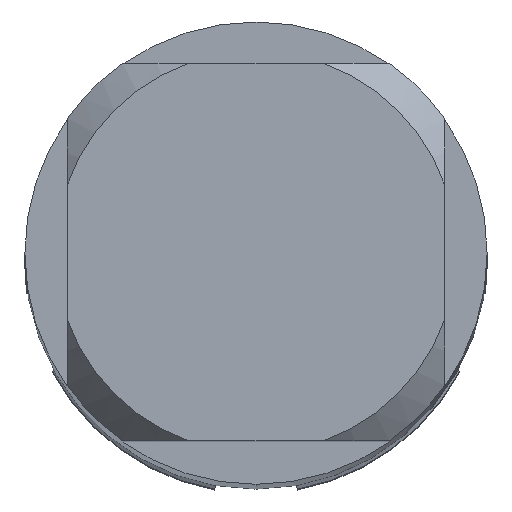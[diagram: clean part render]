
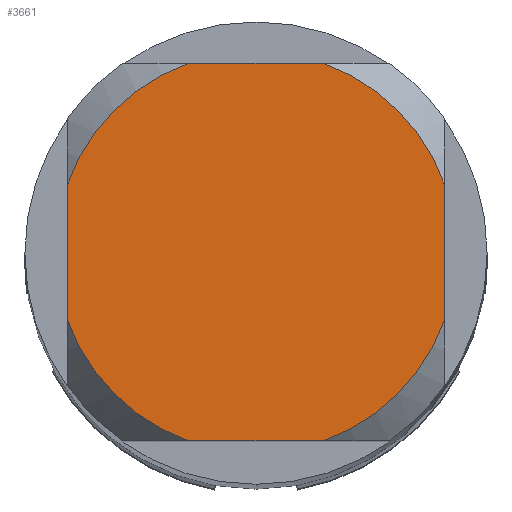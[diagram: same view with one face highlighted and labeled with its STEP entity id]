
A CAD part, top view. The second image highlights one B-rep face of the part: STEP entity #3661.
In plain terms, the highlighted planar face has unit normal (0, 0, 1).
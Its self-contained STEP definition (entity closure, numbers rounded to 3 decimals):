
#2909=EDGE_CURVE('',#7419,#6969,#8429,.T.);
#2925=VERTEX_POINT('',#8446);
#3161=EDGE_CURVE('',#7419,#7759,#8709,.T.);
#3597=EDGE_CURVE('',#2925,#6647,#9183,.T.);
#3661=ADVANCED_FACE('',(#9253),#9254,.T.);
#3795=EDGE_CURVE('',#4155,#4587,#9403,.T.);
#4155=VERTEX_POINT('',#9793);
#4587=VERTEX_POINT('',#10263);
#5553=EDGE_CURVE('',#4155,#7759,#11292,.T.);
#6647=VERTEX_POINT('',#12489);
#6969=VERTEX_POINT('',#12846);
#7363=EDGE_CURVE('',#2925,#4587,#13272,.T.);
#7415=EDGE_CURVE('',#7955,#6969,#13329,.T.);
#7419=VERTEX_POINT('',#13334);
#7759=VERTEX_POINT('',#13704);
#7955=VERTEX_POINT('',#13922);
#8067=EDGE_CURVE('',#7955,#6647,#14042,.T.);
#8429=LINE('',#14536,#14537);
#8446=CARTESIAN_POINT('',(-2.45,0.87,0.0));
#8709=CIRCLE('',#15032,2.6);
#9183=CIRCLE('',#15828,2.6);
#9253=FACE_OUTER_BOUND('',#15922,.T.);
#9254=PLANE('',#15923);
#9403=CIRCLE('',#16201,2.6);
#9793=CARTESIAN_POINT('',(-0.87,-2.45,0.0));
#10263=CARTESIAN_POINT('',(-2.45,-0.87,0.0));
#11292=LINE('',#19540,#19541);
#12489=CARTESIAN_POINT('',(-0.87,2.45,0.0));
#12846=CARTESIAN_POINT('',(2.45,0.87,0.0));
#13272=LINE('',#22818,#22819);
#13329=CIRCLE('',#22917,2.6);
#13334=CARTESIAN_POINT('',(2.45,-0.87,0.0));
#13704=CARTESIAN_POINT('',(0.87,-2.45,0.0));
#13922=CARTESIAN_POINT('',(0.87,2.45,0.0));
#14042=LINE('',#24179,#24180);
#14536=CARTESIAN_POINT('',(2.45,0.65,0.0));
#14537=VECTOR('',#24671,1.0);
#15032=AXIS2_PLACEMENT_3D('',#24993,#24994,#24995);
#15828=AXIS2_PLACEMENT_3D('',#25582,#25583,#25584);
#15922=EDGE_LOOP('',(#25666,#25667,#25668,#25669,#25670,#25671,#25672,#25673));
#15923=AXIS2_PLACEMENT_3D('',#25674,#25675,#25676);
#16201=AXIS2_PLACEMENT_3D('',#25837,#25838,#25839);
#19540=CARTESIAN_POINT('',(0.0,-2.45,0.0));
#19541=VECTOR('',#27902,1.0);
#22818=CARTESIAN_POINT('',(-2.45,0.65,0.0));
#22819=VECTOR('',#30122,1.0);
#22917=AXIS2_PLACEMENT_3D('',#30176,#30177,#30178);
#24179=CARTESIAN_POINT('',(0.0,2.45,0.0));
#24180=VECTOR('',#30938,1.0);
#24671=DIRECTION('',(-0.0,1.0,0.0));
#24993=CARTESIAN_POINT('',(0.0,0.0,0.0));
#24994=DIRECTION('',(0.0,0.0,-1.0));
#24995=DIRECTION('',(0.0,1.0,0.0));
#25582=CARTESIAN_POINT('',(0.0,0.0,0.0));
#25583=DIRECTION('',(0.0,0.0,-1.0));
#25584=DIRECTION('',(0.0,1.0,0.0));
#25666=ORIENTED_EDGE('',*,*,#7363,.T.);
#25667=ORIENTED_EDGE('',*,*,#3795,.F.);
#25668=ORIENTED_EDGE('',*,*,#5553,.T.);
#25669=ORIENTED_EDGE('',*,*,#3161,.F.);
#25670=ORIENTED_EDGE('',*,*,#2909,.T.);
#25671=ORIENTED_EDGE('',*,*,#7415,.F.);
#25672=ORIENTED_EDGE('',*,*,#8067,.T.);
#25673=ORIENTED_EDGE('',*,*,#3597,.F.);
#25674=CARTESIAN_POINT('',(0.0,1.3,0.0));
#25675=DIRECTION('',(-0.0,0.0,1.0));
#25676=DIRECTION('',(0.0,-1.0,0.0));
#25837=CARTESIAN_POINT('',(0.0,0.0,0.0));
#25838=DIRECTION('',(0.0,0.0,-1.0));
#25839=DIRECTION('',(0.0,1.0,0.0));
#27902=DIRECTION('',(1.0,0.0,0.0));
#30122=DIRECTION('',(-0.0,-1.0,0.0));
#30176=CARTESIAN_POINT('',(0.0,0.0,0.0));
#30177=DIRECTION('',(0.0,0.0,-1.0));
#30178=DIRECTION('',(0.0,1.0,0.0));
#30938=DIRECTION('',(-1.0,0.0,0.0));
